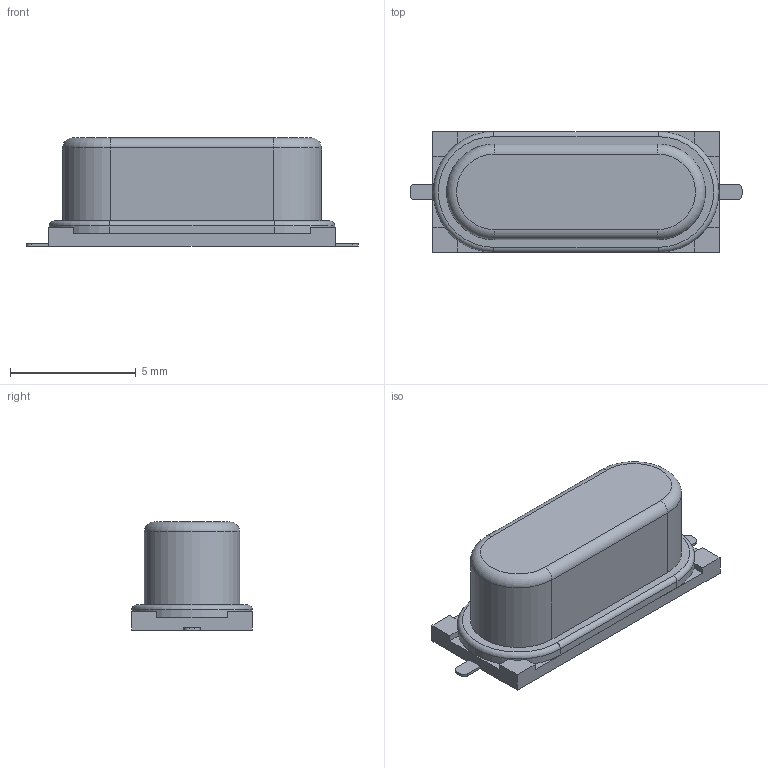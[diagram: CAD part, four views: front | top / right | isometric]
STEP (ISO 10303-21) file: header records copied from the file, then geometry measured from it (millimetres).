
FILE_DESCRIPTION(('FreeCAD Model'),'2;1');
FILE_NAME('CSM_7X_DU.stp', '2014-10-22T20:55:49',('FreeCAD'),('FreeCAD'), 'Open CASCADE STEP processor 6.6','FreeCAD','Unknown');
FILE_SCHEMA(('AUTOMOTIVE_DESIGN_CC2 { 1 2 10303 214 -1 1 5 4 }'));
Length unit declared in the file: millimetre
Products named in the file (2): Fillet004; Pocket002
Bounding box: 13.2 x 4.8 x 4.3 mm (x, y, z)
Volume: 170.5 mm3; surface area: 332.8 mm2
Topology: 2 solids, 2 shells, 92 faces, 241 edges, 152 vertices
Faces by surface type: plane 60, cylinder 28, torus 4
Entity records: 6288 total; most frequent: CARTESIAN_POINT 1487, DIRECTION 867, LINE 567, VECTOR 567, ORIENTED_EDGE 482, PCURVE 482, DEFINITIONAL_REPRESENTATION 482, EDGE_CURVE 241
